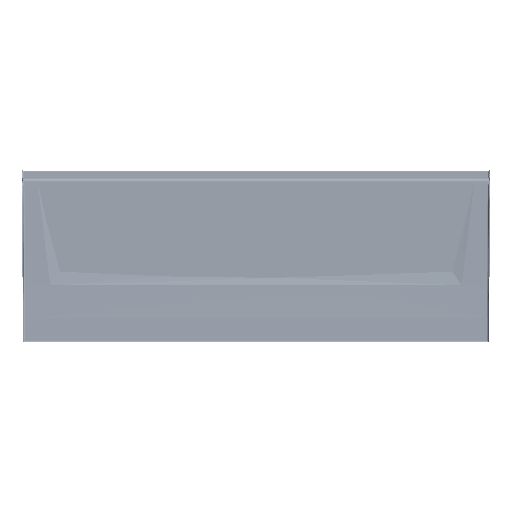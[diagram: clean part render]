
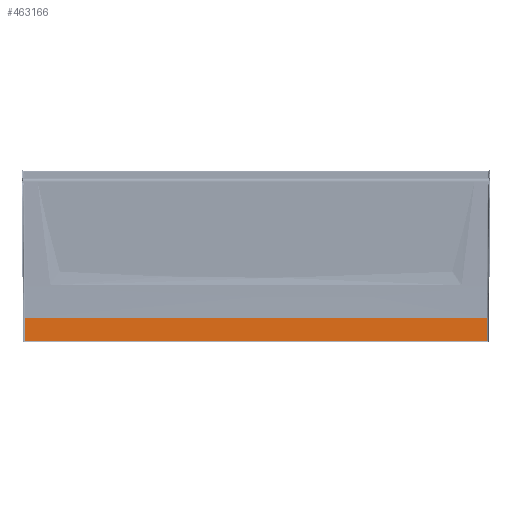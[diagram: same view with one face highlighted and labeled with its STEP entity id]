
A CAD part, top view. The second image highlights one B-rep face of the part: STEP entity #463166.
In plain terms, the highlighted planar face has unit normal (0, 0.018, 1).
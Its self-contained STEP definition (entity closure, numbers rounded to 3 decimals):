
#42771 = CARTESIAN_POINT ( 'NONE',  ( 11.472, -1.928, 21.993 ) ) ;
#62175 = DIRECTION ( 'NONE',  ( 0.004, -1., 0.017 ) ) ;
#66345 = AXIS2_PLACEMENT_3D ( 'NONE', #42771, #128717, #279999 ) ;
#67556 = CARTESIAN_POINT ( 'NONE',  ( 8.103, -1.928, 21.993 ) ) ;
#84027 = VECTOR ( 'NONE', #409526, 39.37 ) ;
#99076 = CARTESIAN_POINT ( 'NONE',  ( 8.103, -1.927, 21.993 ) ) ;
#111704 = CARTESIAN_POINT ( 'NONE',  ( 8.091, -4.805, 22.043 ) ) ;
#118446 = FACE_OUTER_BOUND ( 'NONE', #218092, .T. ) ;
#122124 = VERTEX_POINT ( 'NONE', #271675 ) ;
#126043 = EDGE_CURVE ( 'NONE', #122124, #501497, #455102, .T. ) ;
#128717 = DIRECTION ( 'NONE',  ( 0., -0.017, -1. ) ) ;
#179539 = CARTESIAN_POINT ( 'NONE',  ( -51.05, -4.814, 22.044 ) ) ;
#206589 = VECTOR ( 'NONE', #385587, 39.37 ) ;
#218092 = EDGE_LOOP ( 'NONE', ( #346580, #341824, #333770, #415711 ) ) ;
#233977 = EDGE_CURVE ( 'NONE', #335199, #463308, #343842, .T. ) ;
#235069 = VECTOR ( 'NONE', #62175, 39.37 ) ;
#245522 = EDGE_CURVE ( 'NONE', #463308, #122124, #378084, .T. ) ;
#271675 = CARTESIAN_POINT ( 'NONE',  ( 8.103, -1.928, 21.993 ) ) ;
#279999 = DIRECTION ( 'NONE',  ( 0., 1., -0.017 ) ) ;
#282712 = CARTESIAN_POINT ( 'NONE',  ( -51.05, -4.805, 22.043 ) ) ;
#310601 = CARTESIAN_POINT ( 'NONE',  ( 8.091, -4.805, 22.043 ) ) ;
#333770 = ORIENTED_EDGE ( 'NONE', *, *, #245522, .T. ) ;
#335199 = VERTEX_POINT ( 'NONE', #282712 ) ;
#341369 = CARTESIAN_POINT ( 'NONE',  ( -51.062, -1.928, 21.993 ) ) ;
#341824 = ORIENTED_EDGE ( 'NONE', *, *, #233977, .T. ) ;
#343842 = LINE ( 'NONE', #111704, #206589 ) ;
#346580 = ORIENTED_EDGE ( 'NONE', *, *, #444612, .T. ) ;
#358226 = CARTESIAN_POINT ( 'NONE',  ( -51.062, -1.928, 21.993 ) ) ;
#378084 = LINE ( 'NONE', #99076, #84027 ) ;
#385587 = DIRECTION ( 'NONE',  ( 1., 0., 0. ) ) ;
#400015 = PLANE ( 'NONE',  #66345 ) ;
#409526 = DIRECTION ( 'NONE',  ( 0.004, 1., -0.017 ) ) ;
#415711 = ORIENTED_EDGE ( 'NONE', *, *, #126043, .T. ) ;
#444612 = EDGE_CURVE ( 'NONE', #501497, #335199, #461168, .T. ) ;
#455102 = B_SPLINE_CURVE_WITH_KNOTS ( 'NONE', 3,
 ( #67556, #458859, #466572, #341369 ),
 .UNSPECIFIED., .F., .F.,
 ( 4, 4 ),
 ( 0.003, 0.997 ),
 .UNSPECIFIED. ) ;
#458859 = CARTESIAN_POINT ( 'NONE',  ( -11.619, -1.928, 21.993 ) ) ;
#461168 = LINE ( 'NONE', #179539, #235069 ) ;
#463166 = ADVANCED_FACE ( 'NONE', ( #118446 ), #400015, .F. ) ;
#463308 = VERTEX_POINT ( 'NONE', #310601 ) ;
#466572 = CARTESIAN_POINT ( 'NONE',  ( -31.34, -1.928, 21.993 ) ) ;
#501497 = VERTEX_POINT ( 'NONE', #358226 ) ;
